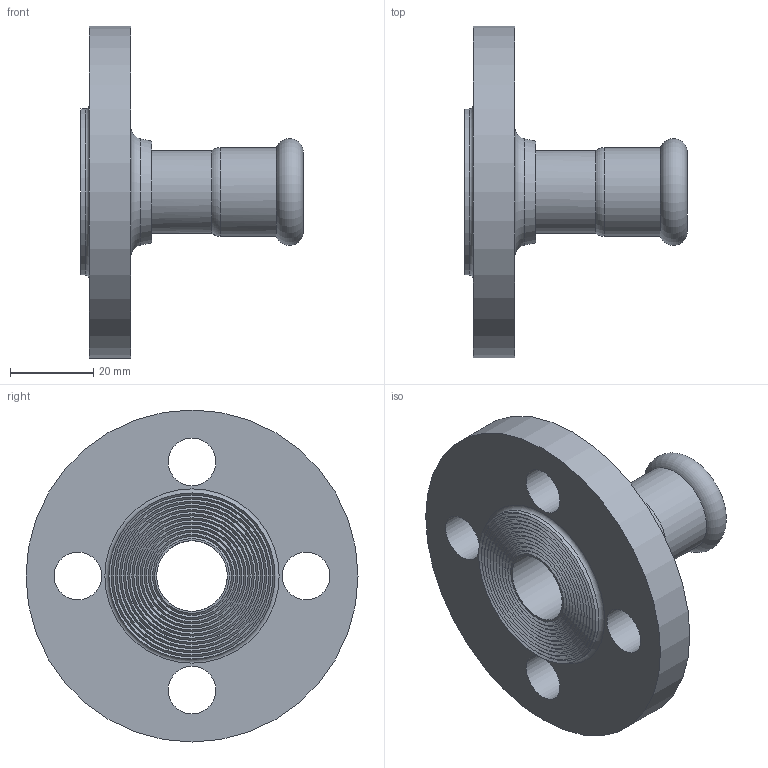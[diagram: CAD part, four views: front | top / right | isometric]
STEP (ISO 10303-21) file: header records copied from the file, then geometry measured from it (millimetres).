
FILE_DESCRIPTION(/* description */ ('MANICOTTO Ø18 CON FLANGIA PN6'),/* implementation_level */ '2;1');
FILE_NAME(/* name */ '193018002_Inoxpres.stp',/* time_stamp */ '2022-10-12T13:43:00+02:00',/* author */ ('Vault'),/* organization */ ('Raccorderie metalliche s.p.a. '),/* preprocessor_version */ 'ST-DEVELOPER v18.1',/* originating_system */ 'Autodesk Inventor 2020',/* authorisation */ 'Raccorderie metalliche s.p.a. ');
FILE_SCHEMA (('AUTOMOTIVE_DESIGN { 1 0 10303 214 3 1 1 }'));
Length unit declared in the file: millimetre
Products named in the file (1): 193018002_Inoxpres
Bounding box: 53.5 x 80 x 80 mm (x, y, z)
Volume: 51207.7 mm3; surface area: 19112.5 mm2
Topology: 1 solids, 1 shells, 47 faces, 152 edges, 109 vertices
Faces by surface type: cone 24, cylinder 12, torus 7, plane 4
Full cylindrical faces by diameter (mm): 11.5 x4, 17 x1, 18.3 x1, 18.7 x2, 20 x1, 21.3 x1, 40 x1, 80 x1
Entity records: 1847 total; most frequent: DIRECTION 364, CARTESIAN_POINT 309, ORIENTED_EDGE 304, AXIS2_PLACEMENT_3D 164, EDGE_CURVE 152, CIRCLE 116, VERTEX_POINT 109, EDGE_LOOP 59
